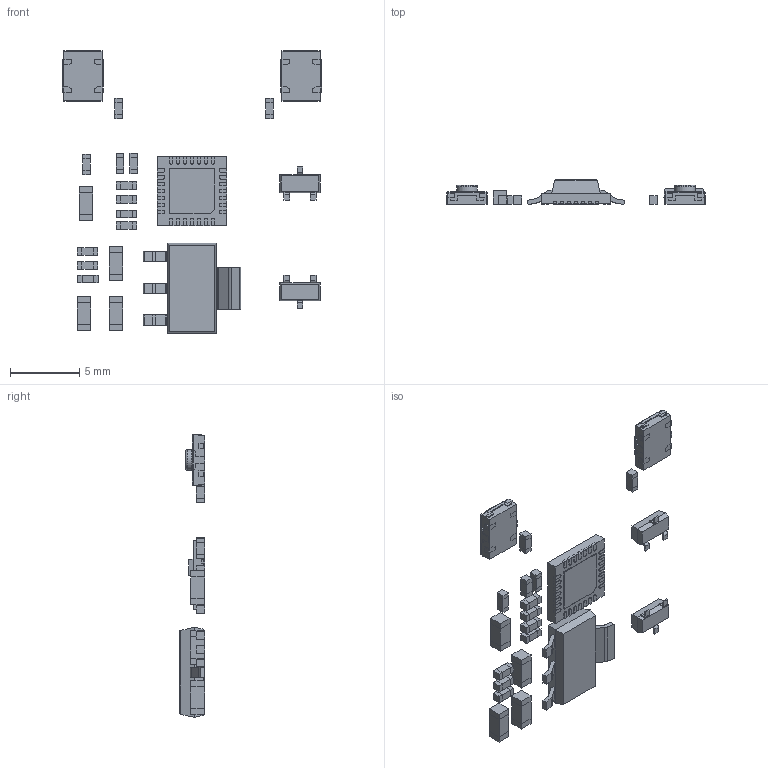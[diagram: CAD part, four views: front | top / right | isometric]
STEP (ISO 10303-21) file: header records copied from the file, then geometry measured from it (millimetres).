
FILE_DESCRIPTION(/* description */ ('STEP AP214','CAx-IF Rec.Pracs.---Representation and Presentation of Product Manufacturing Information (PMI)---4.0---2014-10-13'),/* implementation_level */ '2;1');
FILE_NAME(/* name */ 'Main_Sensor_ESP32_Components.step',/* time_stamp */ '2025-03-04T01:17:35-05:00',/* author */ (''),/* organization */ (''),/* preprocessor_version */ 'ST-DEVELOPER v20',/* originating_system */ 'Autodesk Translation Framework v13.20.0.188',/* authorisation */ '');
FILE_SCHEMA (('AP242_MANAGED_MODEL_BASED_3D_ENGINEERING_MIM_LF { 1 0 10303 442 1 1 4 }'));
Length unit declared in the file: millimetre
Products named in the file (6): ESP32-DEVKITC; CP2102N-A01-GQFN28; AMS1117-3.3; SS8050-G; components^DEVKIT V1 ESP32-WROOM-32; button
Assembly tree (6 placements, depth 2):
  ESP32-DEVKITC
    button  x2
    CP2102N-A01-GQFN28
    AMS1117-3.3
    SS8050-G
    components^DEVKIT V1 ESP32-WROOM-32
Bounding box: 18.67 x 1.8 x 20.39 mm (x, y, z)
Volume: 100.2 mm3; surface area: 506.9 mm2
Topology: 107 solids, 107 shells, 1207 faces, 2806 edges, 1820 vertices
Faces by surface type: plane 1087, cylinder 116, torus 4
Full cylindrical faces by diameter (mm): 0.35 x2, 0.508 x2, 1.5 x2, 1.9 x2, 2.453 x4
Entity records: 28439 total; most frequent: CARTESIAN_POINT 4921, ORIENTED_EDGE 4704, DIRECTION 4604, EDGE_CURVE 2352, LINE 2158, VECTOR 2158, VERTEX_POINT 1540, AXIS2_PLACEMENT_3D 1223
